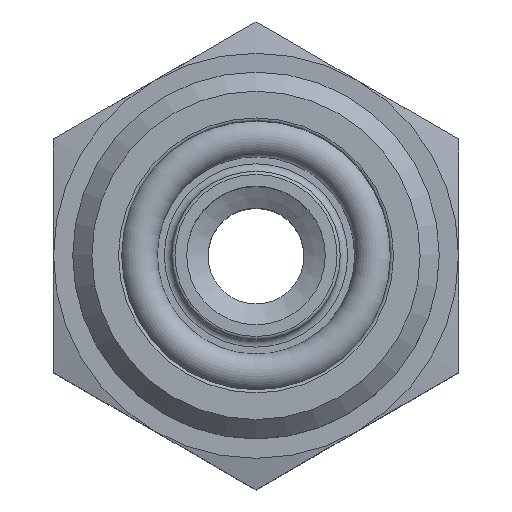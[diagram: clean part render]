
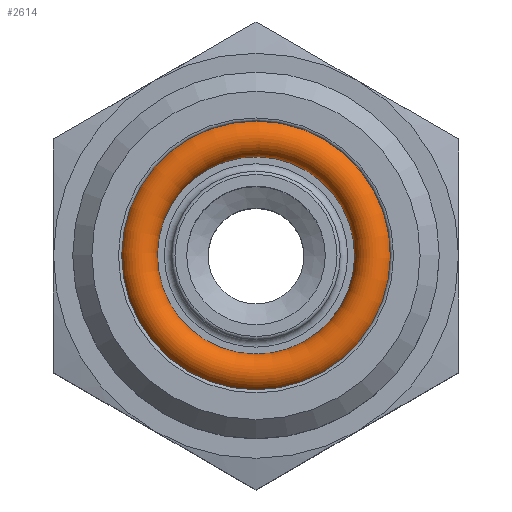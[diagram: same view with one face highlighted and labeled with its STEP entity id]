
A CAD part, top view. The second image highlights one B-rep face of the part: STEP entity #2614.
In plain terms, the highlighted toroidal (fillet/blend) face has major radius 5.515 mm and minor radius 0.89 mm.
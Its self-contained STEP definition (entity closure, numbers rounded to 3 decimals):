
#2589=CARTESIAN_POINT('',(-0.89,0.0,0.0));
#2590=DIRECTION('',(1.0,0.0,0.0));
#2591=DIRECTION('',(0.0,0.0,-1.0));
#2592=AXIS2_PLACEMENT_3D('',#2589,#2590,#2591);
#2593=TOROIDAL_SURFACE('',#2592,5.515,0.89);
#2594=CARTESIAN_POINT('',(-0.89,0.0,-6.405));
#2595=VERTEX_POINT('',#2594);
#2596=CARTESIAN_POINT('',(-0.89,0.0,-5.515));
#2597=DIRECTION('',(0.0,-1.0,0.0));
#2598=DIRECTION('',(0.0,0.0,-1.0));
#2599=AXIS2_PLACEMENT_3D('',#2596,#2597,#2598);
#2600=CIRCLE('',#2599,0.89);
#2601=EDGE_CURVE('',#2595,#2595,#2600,.T.);
#2602=ORIENTED_EDGE('',*,*,#2601,.T.);
#2603=CARTESIAN_POINT('',(-0.89,0.0,0.0));
#2604=DIRECTION('',(-1.0,0.0,0.0));
#2605=DIRECTION('',(0.0,0.0,-1.0));
#2606=AXIS2_PLACEMENT_3D('',#2603,#2604,#2605);
#2607=CIRCLE('',#2606,6.405);
#2608=EDGE_CURVE('',#2595,#2595,#2607,.T.);
#2609=ORIENTED_EDGE('',*,*,#2608,.T.);
#2610=ORIENTED_EDGE('',*,*,#2601,.F.);
#2611=ORIENTED_EDGE('',*,*,#2608,.F.);
#2612=EDGE_LOOP('',(#2602,#2609,#2610,#2611));
#2613=FACE_OUTER_BOUND('',#2612,.T.);
#2614=ADVANCED_FACE('',(#2613),#2593,.T.);
